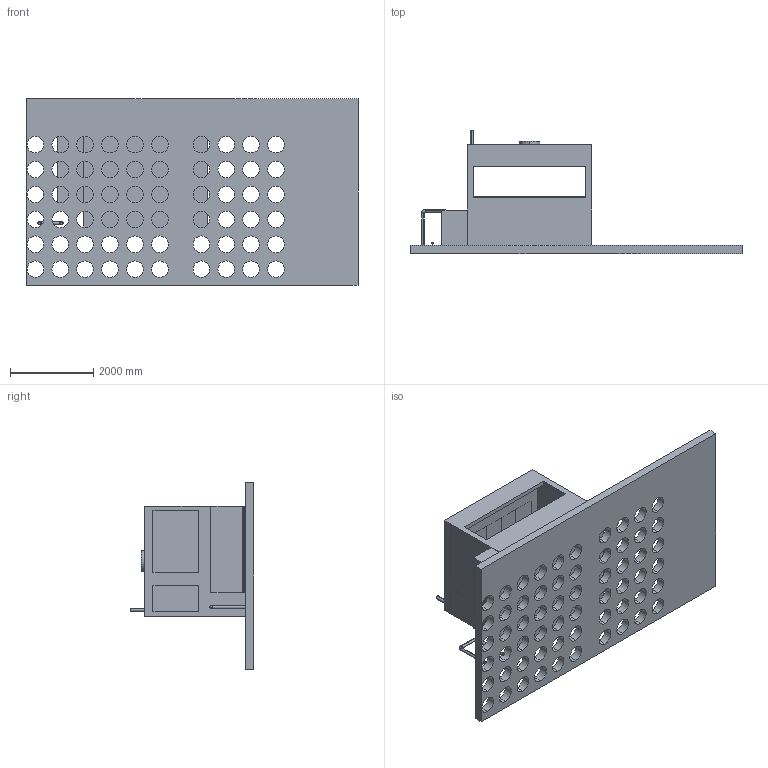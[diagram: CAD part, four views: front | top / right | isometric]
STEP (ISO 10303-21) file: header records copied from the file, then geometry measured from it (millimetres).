
FILE_DESCRIPTION (( 'STEP AP203' ), '1' );
FILE_NAME ('L8B²M¬~²{³õ.STEP', '2022-12-14T02:16:07', ( '' ), ( '' ), 'SwSTEP 2.0', 'SolidWorks 2020', '' );
FILE_SCHEMA (( 'CONFIG_CONTROL_DESIGN' ));
Length unit declared in the file: millimetre
Products named in the file (1): L8B清洗現場
Bounding box: 8000 x 2980 x 4500 mm (x, y, z)
Volume: 15233541305 mm3; surface area: 162785971.4 mm2
Topology: 11 solids, 11 shells, 290 faces, 758 edges, 504 vertices
Faces by surface type: cylinder 146, plane 140, torus 4
Entity records: 9321 total; most frequent: DIRECTION 1642, CARTESIAN_POINT 1553, ORIENTED_EDGE 1516, EDGE_CURVE 758, AXIS2_PLACEMENT_3D 593, VERTEX_POINT 504, LINE 456, VECTOR 456
